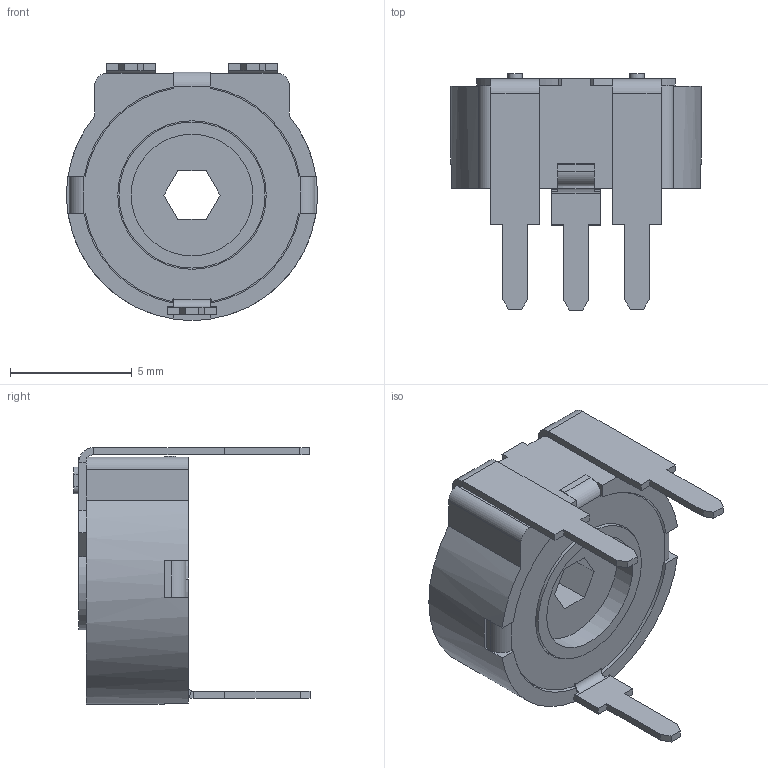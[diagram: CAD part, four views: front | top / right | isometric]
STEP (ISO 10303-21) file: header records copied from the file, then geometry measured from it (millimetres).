
FILE_DESCRIPTION((''),'2;1');
FILE_NAME('38P_SW0001','2013-05-20T',('BMozley'),(''),'PRO/ENGINEER BY PARAMETRIC TECHNOLOGY CORPORATION, 2013050','PRO/ENGINEER BY PARAMETRIC TECHNOLOGY CORPORATION, 2013050','');
FILE_SCHEMA(('CONFIG_CONTROL_DESIGN'));
Length unit declared in the file: millimetre
Products named in the file (1): 38P_SW0001
Bounding box: 10.3 x 9.7 x 10.55 mm (x, y, z)
Volume: 350.2 mm3; surface area: 488.8 mm2
Topology: 1 solids, 1 shells, 180 faces, 480 edges, 306 vertices
Faces by surface type: plane 134, cylinder 46
Entity records: 5594 total; most frequent: CARTESIAN_POINT 966, ORIENTED_EDGE 960, DIRECTION 956, EDGE_CURVE 480, VECTOR 364, LINE 364, VERTEX_POINT 306, AXIS2_PLACEMENT_3D 296
